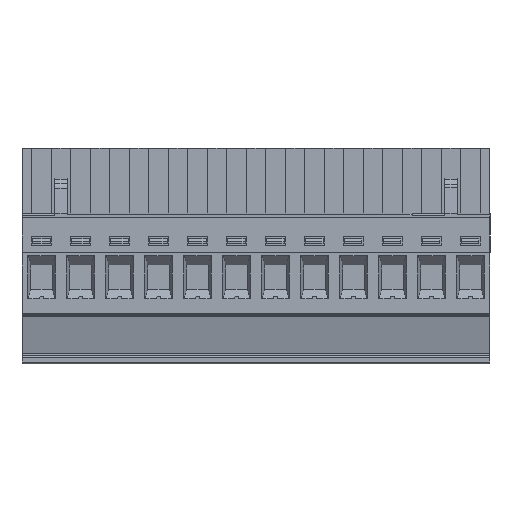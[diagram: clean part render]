
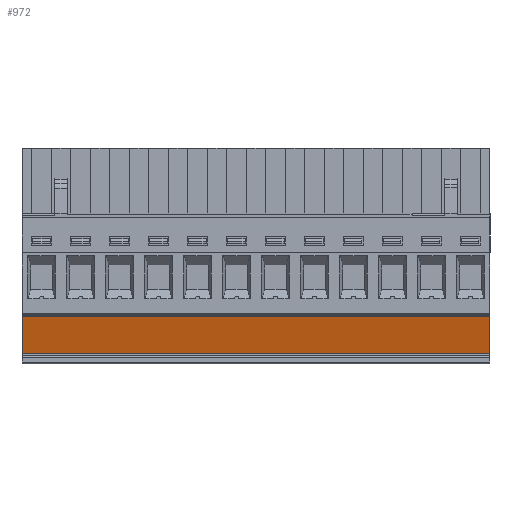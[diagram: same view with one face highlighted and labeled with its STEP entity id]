
A CAD part, front view. The second image highlights one B-rep face of the part: STEP entity #972.
In plain terms, the highlighted planar face has unit normal (0, -0.966, -0.259).
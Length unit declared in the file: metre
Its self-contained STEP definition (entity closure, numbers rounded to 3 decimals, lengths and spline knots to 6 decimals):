
#972=ADVANCED_FACE('',(#2604),#2605,.F.);
#2604=FACE_OUTER_BOUND('',#5022,.T.);
#2605=PLANE('',#5023);
#5022=EDGE_LOOP('',(#8100,#8101,#8102,#8103));
#5023=AXIS2_PLACEMENT_3D('',#8104,#8105,#8106);
#8100=ORIENTED_EDGE('',*,*,#14132,.F.);
#8101=ORIENTED_EDGE('',*,*,#13999,.T.);
#8102=ORIENTED_EDGE('',*,*,#14130,.T.);
#8103=ORIENTED_EDGE('',*,*,#14048,.T.);
#8104=CARTESIAN_POINT('',(-0.006712,-0.032787,-0.082872));
#8105=DIRECTION('',(0.,0.966,0.259));
#8106=DIRECTION('',(0.,0.259,-0.966));
#13999=EDGE_CURVE('',#16791,#16789,#16792,.T.);
#14048=EDGE_CURVE('',#16830,#16878,#16880,.T.);
#14130=EDGE_CURVE('',#16789,#16830,#17023,.F.);
#14132=EDGE_CURVE('',#16791,#16878,#17025,.F.);
#16789=VERTEX_POINT('',#20807);
#16791=VERTEX_POINT('',#20809);
#16792=LINE('',#20810,#20811);
#16830=VERTEX_POINT('',#20863);
#16878=VERTEX_POINT('',#20920);
#16880=LINE('',#20922,#20923);
#17023=LINE('',#21108,#21109);
#17025=LINE('',#21111,#21112);
#20807=CARTESIAN_POINT('',(-0.00695,-0.03312,-0.08163));
#20809=CARTESIAN_POINT('',(-0.00695,-0.034417,-0.076791));
#20810=CARTESIAN_POINT('',(-0.00695,-0.034459,-0.076633));
#20811=VECTOR('',#25558,1.0);
#20863=CARTESIAN_POINT('',(0.053052,-0.03312,-0.08163));
#20920=CARTESIAN_POINT('',(0.053052,-0.034417,-0.076791));
#20922=CARTESIAN_POINT('',(0.053052,-0.034459,-0.076633));
#20923=VECTOR('',#25642,1.0);
#21108=CARTESIAN_POINT('',(-0.006712,-0.03312,-0.08163));
#21109=VECTOR('',#25777,1.0);
#21111=CARTESIAN_POINT('',(0.039014,-0.034417,-0.076791));
#21112=VECTOR('',#25778,1.0);
#25558=DIRECTION('',(0.0,0.259,-0.966));
#25642=DIRECTION('',(0.0,-0.259,0.966));
#25777=DIRECTION('',(-1.0,0.,0.));
#25778=DIRECTION('',(-1.0,0.,0.));
